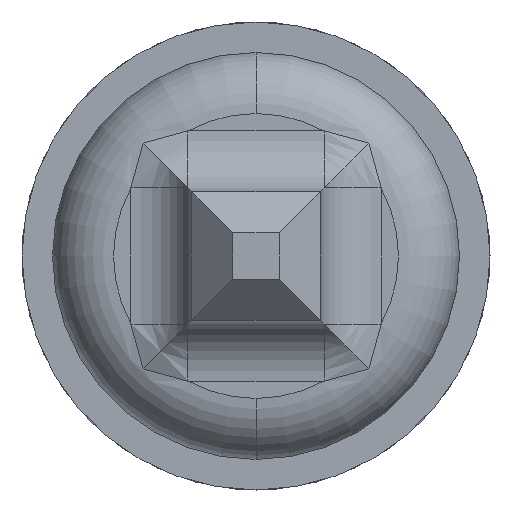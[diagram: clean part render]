
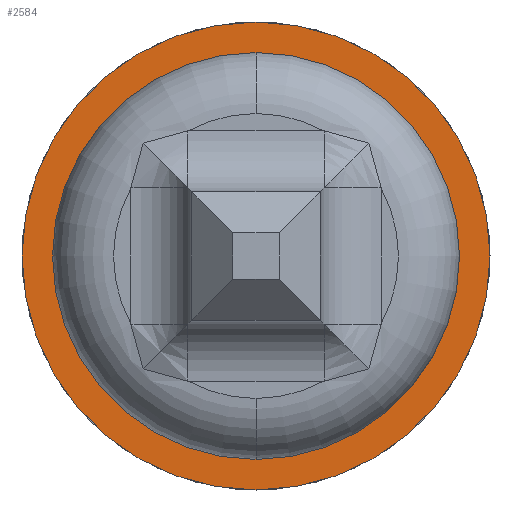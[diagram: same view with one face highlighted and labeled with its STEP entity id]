
A CAD part, front view. The second image highlights one B-rep face of the part: STEP entity #2584.
In plain terms, the highlighted planar face has unit normal (0, -1, 0).
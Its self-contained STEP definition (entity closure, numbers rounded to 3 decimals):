
#7 = ORIENTED_EDGE ( 'NONE', *, *, #352, .T. ) ;
#26 = DIRECTION ( 'NONE',  ( 0., 1., 0. ) ) ;
#28 = FACE_BOUND ( 'NONE', #3857, .T. ) ;
#72 = PLANE ( 'NONE',  #2023 ) ;
#108 = DIRECTION ( 'NONE',  ( 0., 0., -1. ) ) ;
#221 = VERTEX_POINT ( 'NONE', #1220 ) ;
#285 = EDGE_CURVE ( 'Defeature ausgef�hrt1_6+Defeature ausgef�hrt1_7+Defeature ausgef�hrt1_7+Defeature ausgef�hrt1_7', #1911, #2929, #3169, .T. ) ;
#312 = CIRCLE ( 'NONE', #360, 1. ) ;
#333 = AXIS2_PLACEMENT_3D ( 'NONE', #468, #823, #498 ) ;
#352 = EDGE_CURVE ( 'Defeature ausgef�hrt1_7+Defeature ausgef�hrt1_8+Defeature ausgef�hrt1_8+Defeature ausgef�hrt1_8', #221, #3059, #4345, .T. ) ;
#360 = AXIS2_PLACEMENT_3D ( 'NONE', #2440, #26, #755 ) ;
#468 = CARTESIAN_POINT ( 'NONE',  ( 0., -2., 0. ) ) ;
#498 = DIRECTION ( 'NONE',  ( 0., 0., 1. ) ) ;
#527 = CARTESIAN_POINT ( 'NONE',  ( 0., -2., 0. ) ) ;
#565 = DIRECTION ( 'NONE',  ( 0., 0., 1. ) ) ;
#755 = DIRECTION ( 'NONE',  ( 0., 0., 1. ) ) ;
#823 = DIRECTION ( 'NONE',  ( 0., 1., 0. ) ) ;
#1001 = AXIS2_PLACEMENT_3D ( 'NONE', #527, #1237, #565 ) ;
#1008 = EDGE_CURVE ( 'Defeature ausgef�hrt1_7+Defeature ausgef�hrt1_8+Defeature ausgef�hrt1_8+Defeature ausgef�hrt1_8', #3059, #221, #312, .T. ) ;
#1220 = CARTESIAN_POINT ( 'NONE',  ( 0., -2., -1. ) ) ;
#1237 = DIRECTION ( 'NONE',  ( 0., 1., 0. ) ) ;
#1540 = CARTESIAN_POINT ( 'NONE',  ( 0., -2., 1. ) ) ;
#1562 = ORIENTED_EDGE ( 'NONE', *, *, #285, .F. ) ;
#1628 = CIRCLE ( 'NONE', #333, 1.15 ) ;
#1878 = CARTESIAN_POINT ( 'NONE',  ( 0., -2., -1.15 ) ) ;
#1911 = VERTEX_POINT ( 'NONE', #2380 ) ;
#2023 = AXIS2_PLACEMENT_3D ( 'NONE', #3770, #3801, #108 ) ;
#2074 = ORIENTED_EDGE ( 'NONE', *, *, #1008, .T. ) ;
#2229 = DIRECTION ( 'NONE',  ( 0., 0., 1. ) ) ;
#2380 = CARTESIAN_POINT ( 'NONE',  ( 0., -2., 1.15 ) ) ;
#2440 = CARTESIAN_POINT ( 'NONE',  ( 0., -2., 0. ) ) ;
#2552 = CARTESIAN_POINT ( 'NONE',  ( 0., -2., 0. ) ) ;
#2584 = ADVANCED_FACE ( 'Defeature ausgef�hrt1_7', ( #28, #2633 ), #72, .T. ) ;
#2633 = FACE_OUTER_BOUND ( 'NONE', #3840, .T. ) ;
#2929 = VERTEX_POINT ( 'NONE', #1878 ) ;
#3059 = VERTEX_POINT ( 'NONE', #1540 ) ;
#3169 = CIRCLE ( 'NONE', #4179, 1.15 ) ;
#3471 = EDGE_CURVE ( 'Defeature ausgef�hrt1_6+Defeature ausgef�hrt1_7+Defeature ausgef�hrt1_7+Defeature ausgef�hrt1_7', #2929, #1911, #1628, .T. ) ;
#3770 = CARTESIAN_POINT ( 'NONE',  ( -1.15, -2., 0. ) ) ;
#3801 = DIRECTION ( 'NONE',  ( 0., -1., 0. ) ) ;
#3840 = EDGE_LOOP ( 'NONE', ( #1562, #4313 ) ) ;
#3857 = EDGE_LOOP ( 'NONE', ( #2074, #7 ) ) ;
#4179 = AXIS2_PLACEMENT_3D ( 'NONE', #2552, #4230, #2229 ) ;
#4230 = DIRECTION ( 'NONE',  ( 0., 1., 0. ) ) ;
#4313 = ORIENTED_EDGE ( 'NONE', *, *, #3471, .F. ) ;
#4345 = CIRCLE ( 'NONE', #1001, 1. ) ;
